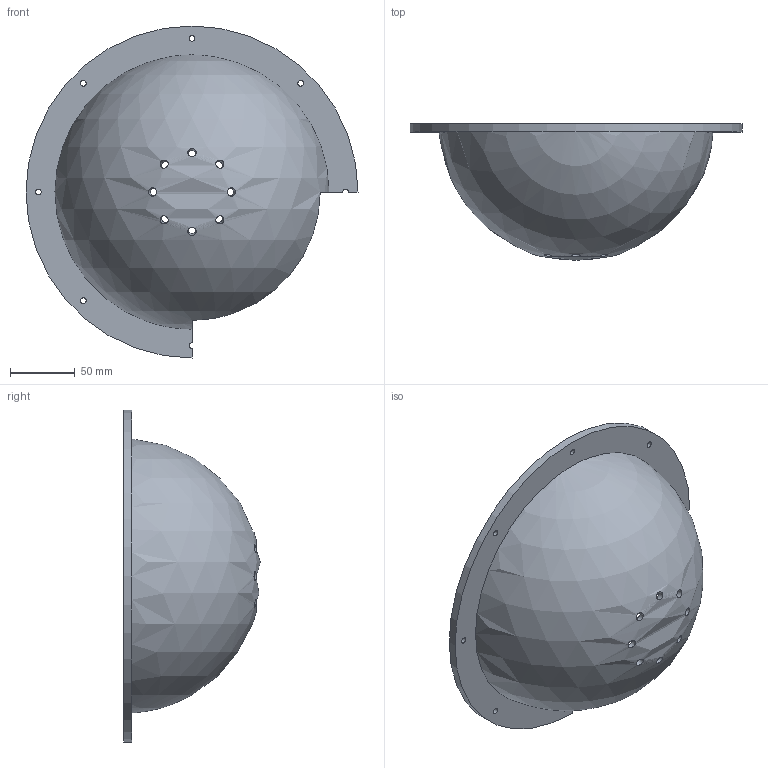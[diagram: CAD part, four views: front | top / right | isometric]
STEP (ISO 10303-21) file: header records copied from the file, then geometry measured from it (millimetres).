
FILE_DESCRIPTION((''),'2;1');
FILE_NAME('harvey_mouseCup8.stp','2012-07-05T16:31:06',('charvey'),(''),'Autodesk Inventor 2012','Autodesk Inventor 2012','');
FILE_SCHEMA(('AUTOMOTIVE_DESIGN { 1 0 10303 214 1 1 1 1 }'));
Length unit declared in the file: inch
Products named in the file (1): mouseCup8
Bounding box: 257.18 x 105.8 x 257.18 mm (x, y, z)
Volume: 327790.9 mm3; surface area: 153431.7 mm2
Topology: 1 solids, 1 shells, 27 faces, 72 edges, 48 vertices
Faces by surface type: cylinder 16, plane 8, sphere 3
Full cylindrical faces by diameter (mm): 4.496 x5, 6.35 x8
Entity records: 878 total; most frequent: DIRECTION 156, CARTESIAN_POINT 134, ORIENTED_EDGE 116, AXIS2_PLACEMENT_3D 70, EDGE_LOOP 68, EDGE_CURVE 58, VERTEX_POINT 48, CIRCLE 42
